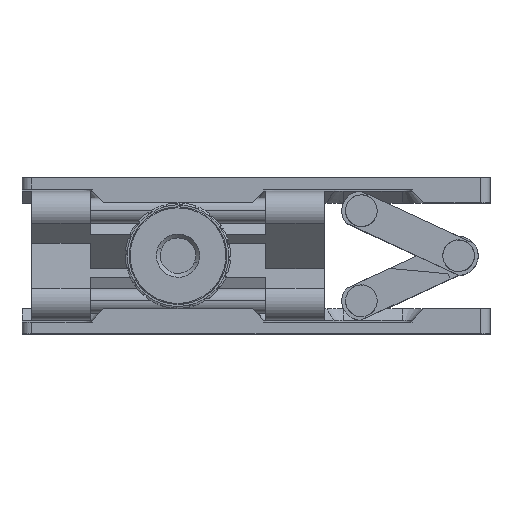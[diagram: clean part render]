
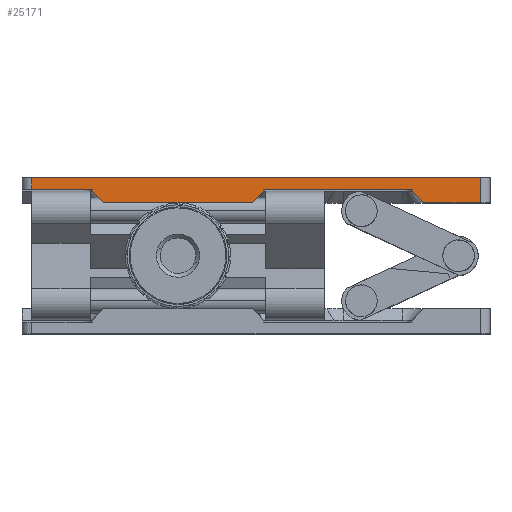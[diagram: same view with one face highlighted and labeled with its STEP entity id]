
A CAD part, top view. The second image highlights one B-rep face of the part: STEP entity #25171.
In plain terms, the highlighted planar face has unit normal (0, 0, 1).
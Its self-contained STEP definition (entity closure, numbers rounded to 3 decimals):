
#1765 = ORIENTED_EDGE ( 'NONE', *, *, #41488, .F. ) ;
#3915 = CARTESIAN_POINT ( 'NONE',  ( -2., 67.168, 80. ) ) ;
#4163 = VECTOR ( 'NONE', #51407, 1000. ) ;
#4296 = LINE ( 'NONE', #15475, #7038 ) ;
#4730 = CARTESIAN_POINT ( 'NONE',  ( 115., 67.168, 80. ) ) ;
#4827 = FACE_OUTER_BOUND ( 'NONE', #32976, .T. ) ;
#5648 = CARTESIAN_POINT ( 'NONE',  ( -115., 67.168, 80. ) ) ;
#7038 = VECTOR ( 'NONE', #32616, 1000. ) ;
#8831 = ORIENTED_EDGE ( 'NONE', *, *, #20890, .T. ) ;
#8879 = CARTESIAN_POINT ( 'NONE',  ( -120., 80.168, 80. ) ) ;
#10017 = CARTESIAN_POINT ( 'NONE',  ( -115., 80.168, 80. ) ) ;
#10427 = DIRECTION ( 'NONE',  ( -1., 0., 0. ) ) ;
#11086 = CARTESIAN_POINT ( 'NONE',  ( -84., 74.168, 80. ) ) ;
#11518 = CARTESIAN_POINT ( 'NONE',  ( 40., 74.168, 80. ) ) ;
#11572 = EDGE_CURVE ( 'NONE', #44680, #41002, #40383, .T. ) ;
#12362 = ORIENTED_EDGE ( 'NONE', *, *, #53436, .T. ) ;
#13533 = CARTESIAN_POINT ( 'NONE',  ( 80., 73.168, 80. ) ) ;
#13817 = EDGE_CURVE ( 'NONE', #67655, #58552, #21789, .T. ) ;
#15475 = CARTESIAN_POINT ( 'NONE',  ( 115., 67.168, 80. ) ) ;
#15532 = VECTOR ( 'NONE', #31180, 1000. ) ;
#16020 = LINE ( 'NONE', #37448, #59677 ) ;
#17399 = LINE ( 'NONE', #63973, #36926 ) ;
#17704 = CARTESIAN_POINT ( 'NONE',  ( 4., 74.168, 80. ) ) ;
#17825 = CARTESIAN_POINT ( 'NONE',  ( -120., 67.168, 80. ) ) ;
#18339 = DIRECTION ( 'NONE',  ( 0., 0., -1. ) ) ;
#18935 = DIRECTION ( 'NONE',  ( 0., -1., 0. ) ) ;
#20890 = EDGE_CURVE ( 'NONE', #44680, #58552, #62934, .T. ) ;
#21670 = VECTOR ( 'NONE', #43276, 1000. ) ;
#21789 = LINE ( 'NONE', #17704, #59258 ) ;
#23728 = VERTEX_POINT ( 'NONE', #4730 ) ;
#24506 = CARTESIAN_POINT ( 'NONE',  ( 4., 73.168, 80. ) ) ;
#25084 = VERTEX_POINT ( 'NONE', #11086 ) ;
#25149 = ORIENTED_EDGE ( 'NONE', *, *, #34883, .T. ) ;
#25171 = ADVANCED_FACE ( 'NONE', ( #4827 ), #46704, .F. ) ;
#25796 = VERTEX_POINT ( 'NONE', #62743 ) ;
#26577 = CARTESIAN_POINT ( 'NONE',  ( 80., 74.168, 80. ) ) ;
#27831 = VECTOR ( 'NONE', #45265, 1000. ) ;
#29024 = DIRECTION ( 'NONE',  ( 1., 0., 0. ) ) ;
#30070 = VECTOR ( 'NONE', #70246, 1000. ) ;
#30421 = CARTESIAN_POINT ( 'NONE',  ( -120., 74.168, 80. ) ) ;
#30558 = LINE ( 'NONE', #5648, #27831 ) ;
#30935 = CARTESIAN_POINT ( 'NONE',  ( -115., 74.168, 80. ) ) ;
#31180 = DIRECTION ( 'NONE',  ( 0.707, -0.707, 0. ) ) ;
#32469 = ORIENTED_EDGE ( 'NONE', *, *, #11572, .F. ) ;
#32616 = DIRECTION ( 'NONE',  ( 0., 1., 0. ) ) ;
#32976 = EDGE_LOOP ( 'NONE', ( #52043, #58744, #1765, #12362, #25149, #32469, #8831, #35613, #36977, #51325, #68659, #69415, #55580 ) ) ;
#34626 = EDGE_CURVE ( 'NONE', #45255, #40029, #17399, .T. ) ;
#34883 = EDGE_CURVE ( 'NONE', #55796, #41002, #45831, .T. ) ;
#35613 = ORIENTED_EDGE ( 'NONE', *, *, #13817, .F. ) ;
#35861 = VERTEX_POINT ( 'NONE', #10017 ) ;
#36179 = VERTEX_POINT ( 'NONE', #48354 ) ;
#36926 = VECTOR ( 'NONE', #52751, 1000. ) ;
#36928 = VECTOR ( 'NONE', #61495, 1000. ) ;
#36939 = CARTESIAN_POINT ( 'NONE',  ( 4., 73.168, 80. ) ) ;
#36977 = ORIENTED_EDGE ( 'NONE', *, *, #41429, .F. ) ;
#37448 = CARTESIAN_POINT ( 'NONE',  ( 80., 73.168, 80. ) ) ;
#40029 = VERTEX_POINT ( 'NONE', #13533 ) ;
#40156 = DIRECTION ( 'NONE',  ( 0., -1., 0. ) ) ;
#40221 = EDGE_CURVE ( 'NONE', #23728, #36179, #4296, .T. ) ;
#40383 = LINE ( 'NONE', #72389, #52846 ) ;
#41002 = VERTEX_POINT ( 'NONE', #68870 ) ;
#41429 = EDGE_CURVE ( 'NONE', #45255, #67655, #59441, .T. ) ;
#41488 = EDGE_CURVE ( 'NONE', #25084, #70022, #58598, .T. ) ;
#41919 = VECTOR ( 'NONE', #40156, 1000. ) ;
#43276 = DIRECTION ( 'NONE',  ( -1., 0., 0. ) ) ;
#44680 = VERTEX_POINT ( 'NONE', #3915 ) ;
#44900 = LINE ( 'NONE', #8879, #21670 ) ;
#45255 = VERTEX_POINT ( 'NONE', #26577 ) ;
#45265 = DIRECTION ( 'NONE',  ( 0., -1., 0. ) ) ;
#45599 = CARTESIAN_POINT ( 'NONE',  ( -84., 74.168, 80. ) ) ;
#45831 = LINE ( 'NONE', #70770, #15532 ) ;
#46498 = CARTESIAN_POINT ( 'NONE',  ( -84., 73.168, 80. ) ) ;
#46704 = PLANE ( 'NONE',  #58664 ) ;
#48142 = EDGE_CURVE ( 'NONE', #35861, #70022, #30558, .T. ) ;
#48354 = CARTESIAN_POINT ( 'NONE',  ( 115., 80.168, 80. ) ) ;
#49524 = VECTOR ( 'NONE', #54411, 1000. ) ;
#51325 = ORIENTED_EDGE ( 'NONE', *, *, #34626, .T. ) ;
#51407 = DIRECTION ( 'NONE',  ( -1., 0., 0. ) ) ;
#52043 = ORIENTED_EDGE ( 'NONE', *, *, #67118, .T. ) ;
#52751 = DIRECTION ( 'NONE',  ( 0., -1., 0. ) ) ;
#52846 = VECTOR ( 'NONE', #10427, 1000. ) ;
#53436 = EDGE_CURVE ( 'NONE', #25084, #55796, #56216, .T. ) ;
#54411 = DIRECTION ( 'NONE',  ( 0.707, 0.707, 0. ) ) ;
#54665 = CARTESIAN_POINT ( 'NONE',  ( 4., 74.168, 80. ) ) ;
#55580 = ORIENTED_EDGE ( 'NONE', *, *, #40221, .T. ) ;
#55796 = VERTEX_POINT ( 'NONE', #46498 ) ;
#56216 = LINE ( 'NONE', #45599, #41919 ) ;
#57100 = EDGE_CURVE ( 'NONE', #23728, #25796, #63734, .T. ) ;
#58552 = VERTEX_POINT ( 'NONE', #24506 ) ;
#58598 = LINE ( 'NONE', #30421, #30070 ) ;
#58664 = AXIS2_PLACEMENT_3D ( 'NONE', #17825, #18339, #29024 ) ;
#58744 = ORIENTED_EDGE ( 'NONE', *, *, #48142, .T. ) ;
#59258 = VECTOR ( 'NONE', #18935, 1000. ) ;
#59441 = LINE ( 'NONE', #11518, #4163 ) ;
#59677 = VECTOR ( 'NONE', #71543, 1000. ) ;
#61495 = DIRECTION ( 'NONE',  ( -1., 0., 0. ) ) ;
#62743 = CARTESIAN_POINT ( 'NONE',  ( 86., 67.168, 80. ) ) ;
#62934 = LINE ( 'NONE', #36939, #49524 ) ;
#63734 = LINE ( 'NONE', #73342, #36928 ) ;
#63973 = CARTESIAN_POINT ( 'NONE',  ( 80., 127.983, 80. ) ) ;
#67118 = EDGE_CURVE ( 'NONE', #36179, #35861, #44900, .T. ) ;
#67655 = VERTEX_POINT ( 'NONE', #54665 ) ;
#68659 = ORIENTED_EDGE ( 'NONE', *, *, #69061, .T. ) ;
#68870 = CARTESIAN_POINT ( 'NONE',  ( -78., 67.168, 80. ) ) ;
#69061 = EDGE_CURVE ( 'NONE', #40029, #25796, #16020, .T. ) ;
#69415 = ORIENTED_EDGE ( 'NONE', *, *, #57100, .F. ) ;
#70022 = VERTEX_POINT ( 'NONE', #30935 ) ;
#70246 = DIRECTION ( 'NONE',  ( -1., 0., 0. ) ) ;
#70770 = CARTESIAN_POINT ( 'NONE',  ( -84., 73.168, 80. ) ) ;
#71543 = DIRECTION ( 'NONE',  ( 0.707, -0.707, 0. ) ) ;
#72389 = CARTESIAN_POINT ( 'NONE',  ( -120., 67.168, 80. ) ) ;
#73342 = CARTESIAN_POINT ( 'NONE',  ( -120., 67.168, 80. ) ) ;
